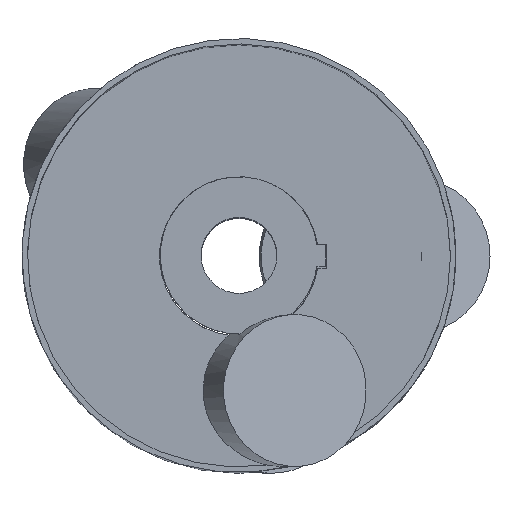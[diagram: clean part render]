
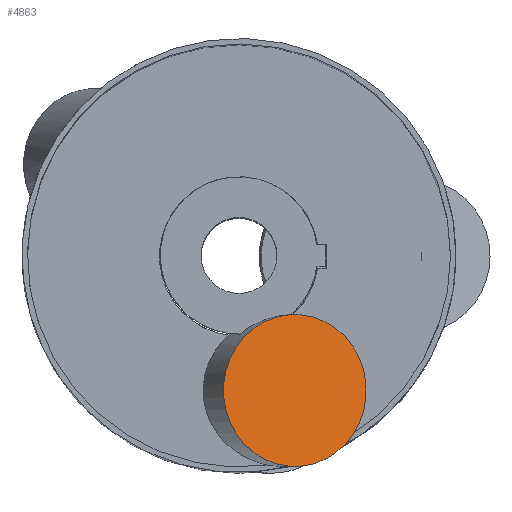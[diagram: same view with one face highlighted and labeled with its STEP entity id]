
A CAD part, top view. The second image highlights one B-rep face of the part: STEP entity #4863.
In plain terms, the highlighted planar face has unit normal (0.342, 0, 0.94).
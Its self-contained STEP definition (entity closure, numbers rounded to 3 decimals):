
#552 = CYLINDRICAL_SURFACE('',#553,28.);
#553 = AXIS2_PLACEMENT_3D('',#554,#555,#556);
#554 = CARTESIAN_POINT('',(-11.875,-49.809,
    121.841));
#555 = DIRECTION('',(0.342,0.,0.94));
#556 = DIRECTION('',(0.082,-0.996,
    -0.03));
#2762 = VERTEX_POINT('',#2763);
#2763 = CARTESIAN_POINT('',(22.918,-77.701,
    210.275));
#2784 = EDGE_CURVE('',#2762,#2762,#2785,.T.);
#2785 = SURFACE_CURVE('',#2786,(#2791,#2798),.PCURVE_S1.);
#2786 = CIRCLE('',#2787,28.);
#2787 = AXIS2_PLACEMENT_3D('',#2788,#2789,#2790);
#2788 = CARTESIAN_POINT('',(20.617,-49.809,
    211.112));
#2789 = DIRECTION('',(0.342,0.,0.94)
  );
#2790 = DIRECTION('',(0.082,-0.996,
    -0.03));
#2791 = PCURVE('',#552,#2792);
#2792 = DEFINITIONAL_REPRESENTATION('',(#2793),#2797);
#2793 = LINE('',#2794,#2795);
#2794 = CARTESIAN_POINT('',(0.,95.));
#2795 = VECTOR('',#2796,1.);
#2796 = DIRECTION('',(1.,0.));
#2797 = ( GEOMETRIC_REPRESENTATION_CONTEXT(2) 
PARAMETRIC_REPRESENTATION_CONTEXT() REPRESENTATION_CONTEXT('2D SPACE',''
  ) );
#2798 = PCURVE('',#2799,#2804);
#2799 = PLANE('',#2800);
#2800 = AXIS2_PLACEMENT_3D('',#2801,#2802,#2803);
#2801 = CARTESIAN_POINT('',(20.617,-49.809,
    211.112));
#2802 = DIRECTION('',(0.342,0.,0.94));
#2803 = DIRECTION('',(0.082,-0.996,
    -0.03));
#2804 = DEFINITIONAL_REPRESENTATION('',(#2805),#2809);
#2805 = CIRCLE('',#2806,28.);
#2806 = AXIS2_PLACEMENT_2D('',#2807,#2808);
#2807 = CARTESIAN_POINT('',(0.,0.));
#2808 = DIRECTION('',(1.,0.));
#2809 = ( GEOMETRIC_REPRESENTATION_CONTEXT(2) 
PARAMETRIC_REPRESENTATION_CONTEXT() REPRESENTATION_CONTEXT('2D SPACE',''
  ) );
#4863 = ADVANCED_FACE('',(#4864),#2799,.T.);
#4864 = FACE_BOUND('',#4865,.T.);
#4865 = EDGE_LOOP('',(#4866));
#4866 = ORIENTED_EDGE('',*,*,#2784,.T.);
